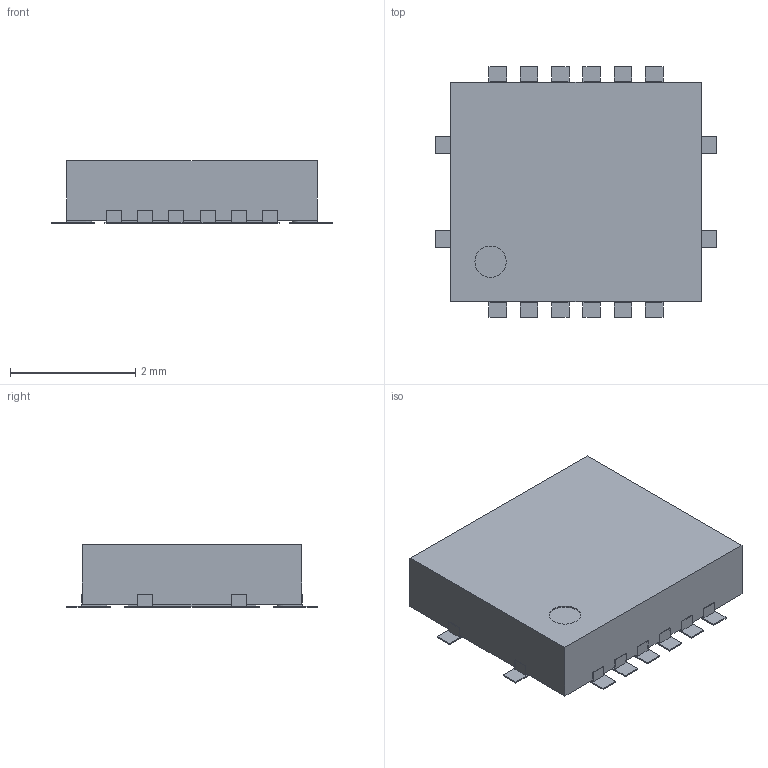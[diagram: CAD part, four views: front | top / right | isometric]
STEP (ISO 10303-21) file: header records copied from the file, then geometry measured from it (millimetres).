
FILE_DESCRIPTION(/* description */ (''),/* implementation_level */ '2;1');
FILE_NAME(/* name */ '115-0881-000_1.stp',/* time_stamp */ '2023-11-01T20:46:11+03:00',/* author */ (''),/* organization */ (''),/* preprocessor_version */ 'ST-DEVELOPER v16.7',/* originating_system */ 'SIEMENS PLM Software NX 12.0',/* authorisation */ '');
FILE_SCHEMA (('AUTOMOTIVE_DESIGN { 1 0 10303 214 3 1 1 1 }'));
Length unit declared in the file: millimetre
Products named in the file (1): 115-0881-000_1
Bounding box: 4.5 x 4 x 1 mm (x, y, z)
Volume: 13.7 mm3; surface area: 48.3 mm2
Topology: 1 solids, 1 shells, 195 faces, 522 edges, 348 vertices
Faces by surface type: plane 177, cylinder 18
Entity records: 6642 total; most frequent: CARTESIAN_POINT 1066, ORIENTED_EDGE 1044, DIRECTION 950, EDGE_CURVE 522, LINE 486, VECTOR 486, VERTEX_POINT 348, AXIS2_PLACEMENT_3D 232
